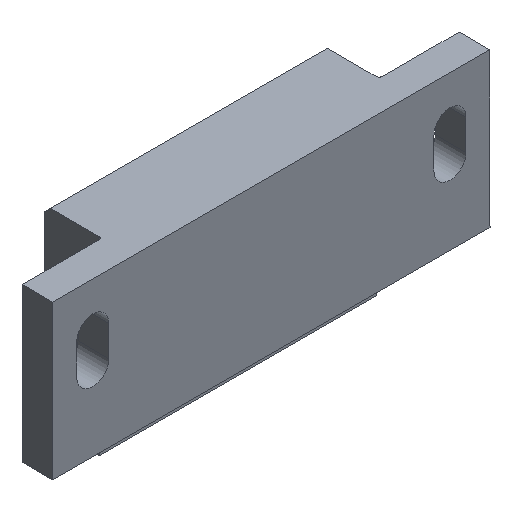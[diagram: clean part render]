
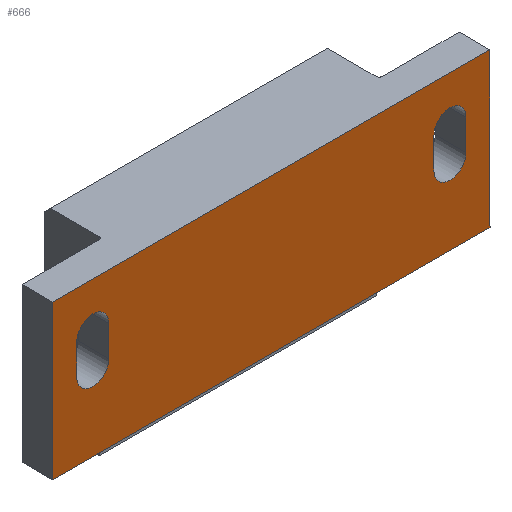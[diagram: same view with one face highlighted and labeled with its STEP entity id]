
A CAD part, isometric view. The second image highlights one B-rep face of the part: STEP entity #666.
In plain terms, the highlighted planar face has unit normal (0, -1, 0).
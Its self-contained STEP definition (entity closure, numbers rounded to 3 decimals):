
#17=FACE_BOUND('',#112,.T.);
#18=FACE_BOUND('',#113,.T.);
#43=PLANE('',#727);
#76=FACE_OUTER_BOUND('',#111,.T.);
#111=EDGE_LOOP('',(#612,#613,#614,#615));
#112=EDGE_LOOP('',(#616,#617,#618,#619));
#113=EDGE_LOOP('',(#620,#621,#622,#623));
#121=LINE('',#926,#200);
#138=LINE('',#964,#217);
#149=LINE('',#992,#228);
#153=LINE('',#1001,#232);
#157=LINE('',#1016,#236);
#161=LINE('',#1027,#240);
#192=LINE('',#1089,#271);
#193=LINE('',#1091,#272);
#200=VECTOR('',#747,10.);
#217=VECTOR('',#776,10.);
#228=VECTOR('',#803,10.);
#232=VECTOR('',#813,10.);
#236=VECTOR('',#829,10.);
#240=VECTOR('',#841,10.);
#271=VECTOR('',#898,10.);
#272=VECTOR('',#901,10.);
#281=CIRCLE('',#702,2.6);
#282=CIRCLE('',#705,2.6);
#283=CIRCLE('',#707,2.6);
#285=CIRCLE('',#711,2.6);
#295=VERTEX_POINT('',#923);
#296=VERTEX_POINT('',#925);
#310=VERTEX_POINT('',#961);
#311=VERTEX_POINT('',#963);
#319=VERTEX_POINT('',#990);
#320=VERTEX_POINT('',#991);
#321=VERTEX_POINT('',#996);
#322=VERTEX_POINT('',#1000);
#323=VERTEX_POINT('',#1006);
#324=VERTEX_POINT('',#1007);
#327=VERTEX_POINT('',#1015);
#329=VERTEX_POINT('',#1021);
#358=EDGE_CURVE('',#296,#295,#121,.F.);
#377=EDGE_CURVE('',#311,#310,#138,.T.);
#391=EDGE_CURVE('',#319,#320,#149,.T.);
#394=EDGE_CURVE('',#320,#321,#281,.T.);
#396=EDGE_CURVE('',#321,#322,#153,.T.);
#398=EDGE_CURVE('',#322,#319,#282,.T.);
#399=EDGE_CURVE('',#323,#324,#283,.T.);
#403=EDGE_CURVE('',#324,#327,#157,.T.);
#406=EDGE_CURVE('',#327,#329,#285,.T.);
#409=EDGE_CURVE('',#329,#323,#161,.T.);
#440=EDGE_CURVE('',#311,#295,#192,.T.);
#441=EDGE_CURVE('',#310,#296,#193,.F.);
#612=ORIENTED_EDGE('',*,*,#441,.T.);
#613=ORIENTED_EDGE('',*,*,#358,.T.);
#614=ORIENTED_EDGE('',*,*,#440,.F.);
#615=ORIENTED_EDGE('',*,*,#377,.T.);
#616=ORIENTED_EDGE('',*,*,#396,.T.);
#617=ORIENTED_EDGE('',*,*,#398,.T.);
#618=ORIENTED_EDGE('',*,*,#391,.T.);
#619=ORIENTED_EDGE('',*,*,#394,.T.);
#620=ORIENTED_EDGE('',*,*,#406,.T.);
#621=ORIENTED_EDGE('',*,*,#409,.T.);
#622=ORIENTED_EDGE('',*,*,#399,.T.);
#623=ORIENTED_EDGE('',*,*,#403,.T.);
#666=ADVANCED_FACE('',(#76,#17,#18),#43,.T.);
#702=AXIS2_PLACEMENT_3D('',#997,#808,#809);
#705=AXIS2_PLACEMENT_3D('',#1004,#817,#818);
#707=AXIS2_PLACEMENT_3D('',#1008,#821,#822);
#711=AXIS2_PLACEMENT_3D('',#1022,#834,#835);
#727=AXIS2_PLACEMENT_3D('',#1090,#899,#900);
#747=DIRECTION('',(-1.,0.,0.));
#776=DIRECTION('',(-1.,0.,0.));
#803=DIRECTION('',(0.,0.,1.));
#808=DIRECTION('center_axis',(0.,1.,0.));
#809=DIRECTION('ref_axis',(-1.,0.,0.));
#813=DIRECTION('',(0.,0.,-1.));
#817=DIRECTION('center_axis',(0.,1.,0.));
#818=DIRECTION('ref_axis',(1.,0.,0.));
#821=DIRECTION('center_axis',(0.,1.,0.));
#822=DIRECTION('ref_axis',(-1.,0.,0.));
#829=DIRECTION('',(0.,0.,-1.));
#834=DIRECTION('center_axis',(0.,1.,0.));
#835=DIRECTION('ref_axis',(1.,0.,0.));
#841=DIRECTION('',(0.,0.,1.));
#898=DIRECTION('',(0.,0.,-1.));
#899=DIRECTION('center_axis',(0.,-1.,0.));
#900=DIRECTION('ref_axis',(0.,0.,1.));
#901=DIRECTION('',(0.,0.,1.));
#923=CARTESIAN_POINT('',(20.5,-57.235,140.999));
#925=CARTESIAN_POINT('',(-50.5,-57.235,140.999));
#926=CARTESIAN_POINT('',(17.5,-57.235,140.999));
#961=CARTESIAN_POINT('',(-50.5,-57.235,165.999));
#963=CARTESIAN_POINT('',(20.5,-57.235,165.999));
#964=CARTESIAN_POINT('',(17.5,-57.235,165.999));
#990=CARTESIAN_POINT('',(-46.6,-57.235,153.499));
#991=CARTESIAN_POINT('',(-46.6,-57.235,158.499));
#992=CARTESIAN_POINT('',(-46.6,-57.235,152.249));
#996=CARTESIAN_POINT('',(-41.4,-57.235,158.499));
#997=CARTESIAN_POINT('Origin',(-44.,-57.235,158.499));
#1000=CARTESIAN_POINT('',(-41.4,-57.235,153.499));
#1001=CARTESIAN_POINT('',(-41.4,-57.235,149.749));
#1004=CARTESIAN_POINT('Origin',(-44.,-57.235,153.499));
#1006=CARTESIAN_POINT('',(11.4,-57.235,158.499));
#1007=CARTESIAN_POINT('',(16.6,-57.235,158.499));
#1008=CARTESIAN_POINT('Origin',(14.,-57.235,158.499));
#1015=CARTESIAN_POINT('',(16.6,-57.235,153.499));
#1016=CARTESIAN_POINT('',(16.6,-57.235,149.749));
#1021=CARTESIAN_POINT('',(11.4,-57.235,153.499));
#1022=CARTESIAN_POINT('Origin',(14.,-57.235,153.499));
#1027=CARTESIAN_POINT('',(11.4,-57.235,152.249));
#1089=CARTESIAN_POINT('',(20.5,-57.235,160.999));
#1090=CARTESIAN_POINT('Origin',(17.5,-57.235,145.999));
#1091=CARTESIAN_POINT('',(-50.5,-57.235,150.999));
